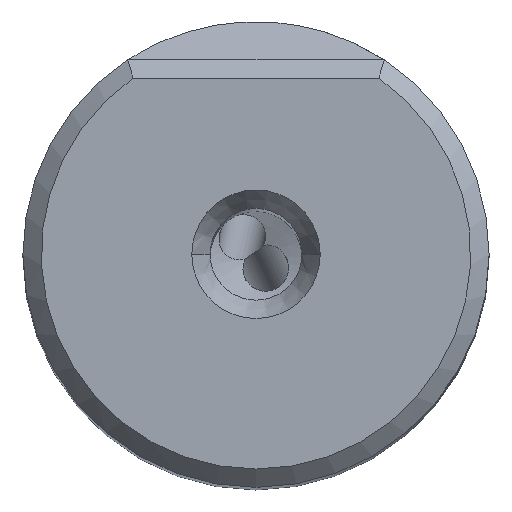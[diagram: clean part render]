
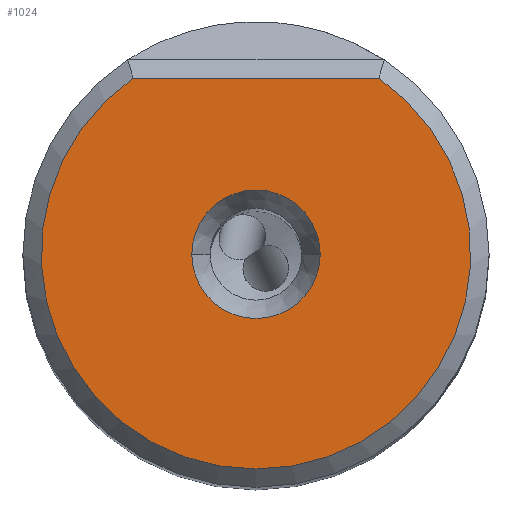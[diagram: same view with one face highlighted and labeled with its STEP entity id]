
A CAD part, top view. The second image highlights one B-rep face of the part: STEP entity #1024.
In plain terms, the highlighted planar face has unit normal (0, 0, 1).
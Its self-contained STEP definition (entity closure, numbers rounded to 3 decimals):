
#1024=ADVANCED_FACE('',(#1522,#1523),#1388,.T.);
#1388=PLANE('',#7066);
#1522=FACE_BOUND('',#1557,.T.);
#1523=FACE_BOUND('',#1558,.T.);
#1557=EDGE_LOOP('',(#2265,#2266,#2267));
#1558=EDGE_LOOP('',(#2268,#2269));
#1939=CIRCLE('',#7062,11.7);
#1940=CIRCLE('',#7063,11.7);
#1941=CIRCLE('',#7064,3.5);
#1942=CIRCLE('',#7065,3.5);
#2265=ORIENTED_EDGE('',*,*,#5085,.F.);
#2266=ORIENTED_EDGE('',*,*,#5086,.F.);
#2267=ORIENTED_EDGE('',*,*,#5087,.F.);
#2268=ORIENTED_EDGE('',*,*,#5088,.F.);
#2269=ORIENTED_EDGE('',*,*,#5089,.F.);
#4377=VERTEX_POINT('',#9811);
#4378=VERTEX_POINT('',#9812);
#4379=VERTEX_POINT('',#9814);
#4380=VERTEX_POINT('',#9817);
#4381=VERTEX_POINT('',#9818);
#5085=EDGE_CURVE('',#4377,#4378,#6141,.T.);
#5086=EDGE_CURVE('',#4379,#4377,#1939,.T.);
#5087=EDGE_CURVE('',#4378,#4379,#1940,.T.);
#5088=EDGE_CURVE('',#4380,#4381,#1941,.T.);
#5089=EDGE_CURVE('',#4381,#4380,#1942,.T.);
#6141=LINE('',#9810,#6487);
#6487=VECTOR('',#7880,1.);
#7062=AXIS2_PLACEMENT_3D('',#9813,#7881,#7882);
#7063=AXIS2_PLACEMENT_3D('',#9815,#7883,#7884);
#7064=AXIS2_PLACEMENT_3D('',#9816,#7885,#7886);
#7065=AXIS2_PLACEMENT_3D('',#9819,#7887,#7888);
#7066=AXIS2_PLACEMENT_3D('',#9820,#7889,#7890);
#7880=DIRECTION('',(1.,0.,0.));
#7881=DIRECTION('',(0.,0.,-1.));
#7882=DIRECTION('',(0.,-1.,0.));
#7883=DIRECTION('',(0.,0.,-1.));
#7884=DIRECTION('',(0.572,0.821,0.));
#7885=DIRECTION('',(0.,0.,1.));
#7886=DIRECTION('',(1.,0.,0.));
#7887=DIRECTION('',(0.,0.,1.));
#7888=DIRECTION('',(-1.,0.,0.));
#7889=DIRECTION('',(0.,0.,1.));
#7890=DIRECTION('',(1.,0.,0.));
#9810=CARTESIAN_POINT('',(-6.688,9.6,0.));
#9811=CARTESIAN_POINT('',(-6.688,9.6,0.));
#9812=CARTESIAN_POINT('',(6.688,9.6,0.));
#9813=CARTESIAN_POINT('',(0.,0.,0.));
#9814=CARTESIAN_POINT('',(0.,-11.7,0.));
#9815=CARTESIAN_POINT('',(0.,0.,0.));
#9816=CARTESIAN_POINT('',(0.,0.,0.));
#9817=CARTESIAN_POINT('',(3.5,0.,0.));
#9818=CARTESIAN_POINT('',(-3.5,0.,0.));
#9819=CARTESIAN_POINT('',(0.,0.,0.));
#9820=CARTESIAN_POINT('',(0.,-1.05,0.));
